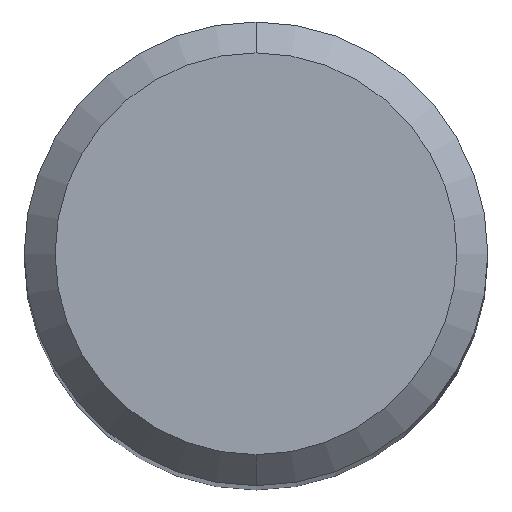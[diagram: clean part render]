
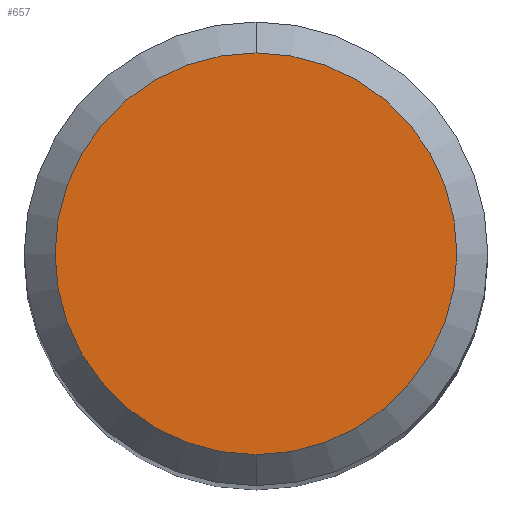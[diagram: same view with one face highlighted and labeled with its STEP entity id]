
A CAD part, top view. The second image highlights one B-rep face of the part: STEP entity #657.
In plain terms, the highlighted planar face has unit normal (0, 0, 1).
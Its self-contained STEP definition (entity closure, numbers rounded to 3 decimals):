
#657=ADVANCED_FACE('',(#1752),#1753,.T.);
#943=VERTEX_POINT('',#2071);
#963=EDGE_CURVE('',#943,#1221,#2091,.T.);
#1091=EDGE_CURVE('',#1221,#943,#2230,.T.);
#1221=VERTEX_POINT('',#2371);
#1752=FACE_OUTER_BOUND('',#3283,.T.);
#1753=PLANE('',#3284);
#2071=CARTESIAN_POINT('',(0.,-2.6,0.0));
#2091=CIRCLE('',#6492,2.6);
#2230=CIRCLE('',#6990,2.6);
#2371=CARTESIAN_POINT('',(0.0,2.6,0.0));
#3283=EDGE_LOOP('',(#11293,#11294));
#3284=AXIS2_PLACEMENT_3D('',#11295,#11296,#11297);
#6492=AXIS2_PLACEMENT_3D('',#11689,#11690,#11691);
#6990=AXIS2_PLACEMENT_3D('',#11835,#11836,#11837);
#11293=ORIENTED_EDGE('',*,*,#1091,.F.);
#11294=ORIENTED_EDGE('',*,*,#963,.F.);
#11295=CARTESIAN_POINT('',(0.0,1.3,0.0));
#11296=DIRECTION('',(-0.0,0.0,1.0));
#11297=DIRECTION('',(0.0,-1.0,0.0));
#11689=CARTESIAN_POINT('',(0.0,0.0,0.0));
#11690=DIRECTION('',(0.0,0.0,-1.0));
#11691=DIRECTION('',(0.0,1.0,0.0));
#11835=CARTESIAN_POINT('',(0.0,0.0,0.0));
#11836=DIRECTION('',(0.0,0.0,-1.0));
#11837=DIRECTION('',(0.0,1.0,0.0));
